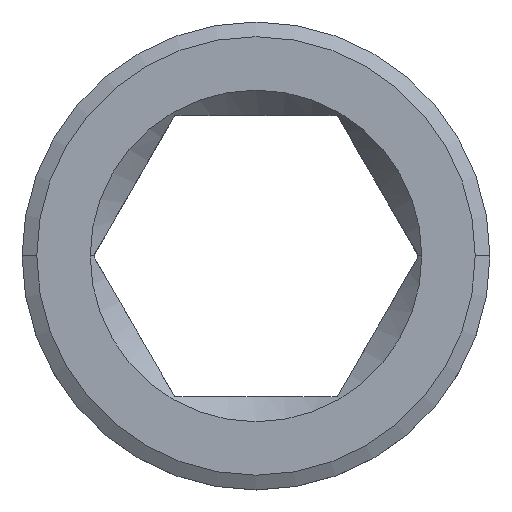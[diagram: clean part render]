
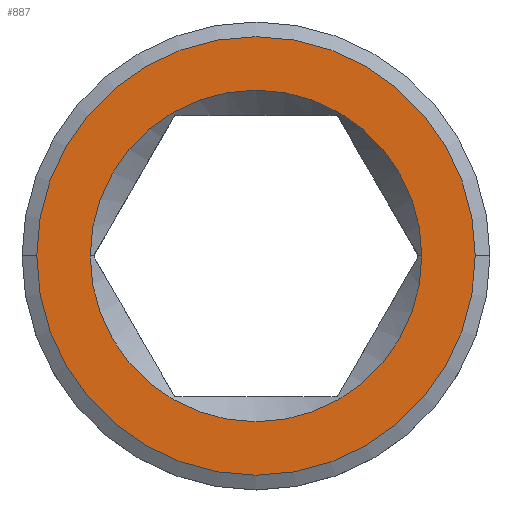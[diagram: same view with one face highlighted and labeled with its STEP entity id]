
A CAD part, top view. The second image highlights one B-rep face of the part: STEP entity #887.
In plain terms, the highlighted planar face has unit normal (0, 0, 1).
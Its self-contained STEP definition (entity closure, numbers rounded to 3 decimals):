
#38 = DIRECTION ( 'NONE',  ( 0., 0., 1. ) ) ;
#50 = EDGE_LOOP ( 'NONE', ( #1371, #293 ) ) ;
#70 = CIRCLE ( 'NONE', #528, 7.437 ) ;
#77 = VERTEX_POINT ( 'NONE', #844 ) ;
#105 = DIRECTION ( 'NONE',  ( 0., 0., -1. ) ) ;
#119 = EDGE_LOOP ( 'NONE', ( #915, #1107 ) ) ;
#127 = CARTESIAN_POINT ( 'NONE',  ( 7.437, 0., 3.794 ) ) ;
#142 = FACE_BOUND ( 'NONE', #50, .T. ) ;
#145 = CARTESIAN_POINT ( 'NONE',  ( 0., 0., 3.794 ) ) ;
#197 = DIRECTION ( 'NONE',  ( -1., 0., 0. ) ) ;
#217 = EDGE_CURVE ( 'NONE', #1364, #1303, #260, .T. ) ;
#260 = CIRCLE ( 'NONE', #351, 5.625 ) ;
#293 = ORIENTED_EDGE ( 'NONE', *, *, #217, .T. ) ;
#335 = AXIS2_PLACEMENT_3D ( 'NONE', #540, #1153, #197 ) ;
#347 = CARTESIAN_POINT ( 'NONE',  ( 0., 0., 3.794 ) ) ;
#351 = AXIS2_PLACEMENT_3D ( 'NONE', #961, #105, #1190 ) ;
#377 = EDGE_CURVE ( 'NONE', #77, #1210, #1013, .T. ) ;
#381 = CIRCLE ( 'NONE', #1374, 5.625 ) ;
#462 = DIRECTION ( 'NONE',  ( -1., 0., 0. ) ) ;
#466 = EDGE_CURVE ( 'NONE', #1210, #77, #70, .T. ) ;
#528 = AXIS2_PLACEMENT_3D ( 'NONE', #1002, #38, #681 ) ;
#540 = CARTESIAN_POINT ( 'NONE',  ( 0., 0., 3.794 ) ) ;
#567 = DIRECTION ( 'NONE',  ( -1., 0., 0. ) ) ;
#572 = DIRECTION ( 'NONE',  ( 0., 0., -1. ) ) ;
#681 = DIRECTION ( 'NONE',  ( -1., 0., 0. ) ) ;
#839 = CARTESIAN_POINT ( 'NONE',  ( 5.625, 0., 3.794 ) ) ;
#844 = CARTESIAN_POINT ( 'NONE',  ( -7.437, 0., 3.794 ) ) ;
#887 = ADVANCED_FACE ( 'NONE', ( #142, #891 ), #1094, .F. ) ;
#891 = FACE_OUTER_BOUND ( 'NONE', #119, .T. ) ;
#915 = ORIENTED_EDGE ( 'NONE', *, *, #377, .T. ) ;
#920 = EDGE_CURVE ( 'NONE', #1303, #1364, #381, .T. ) ;
#961 = CARTESIAN_POINT ( 'NONE',  ( 0., 0., 3.794 ) ) ;
#1001 = DIRECTION ( 'NONE',  ( 0., 0., -1. ) ) ;
#1002 = CARTESIAN_POINT ( 'NONE',  ( 0., 0., 3.794 ) ) ;
#1013 = CIRCLE ( 'NONE', #335, 7.437 ) ;
#1053 = CARTESIAN_POINT ( 'NONE',  ( -5.625, 0., 3.794 ) ) ;
#1094 = PLANE ( 'NONE',  #1117 ) ;
#1107 = ORIENTED_EDGE ( 'NONE', *, *, #466, .T. ) ;
#1117 = AXIS2_PLACEMENT_3D ( 'NONE', #347, #1001, #567 ) ;
#1153 = DIRECTION ( 'NONE',  ( 0., 0., 1. ) ) ;
#1190 = DIRECTION ( 'NONE',  ( -1., 0., 0. ) ) ;
#1210 = VERTEX_POINT ( 'NONE', #127 ) ;
#1303 = VERTEX_POINT ( 'NONE', #839 ) ;
#1364 = VERTEX_POINT ( 'NONE', #1053 ) ;
#1371 = ORIENTED_EDGE ( 'NONE', *, *, #920, .T. ) ;
#1374 = AXIS2_PLACEMENT_3D ( 'NONE', #145, #572, #462 ) ;
